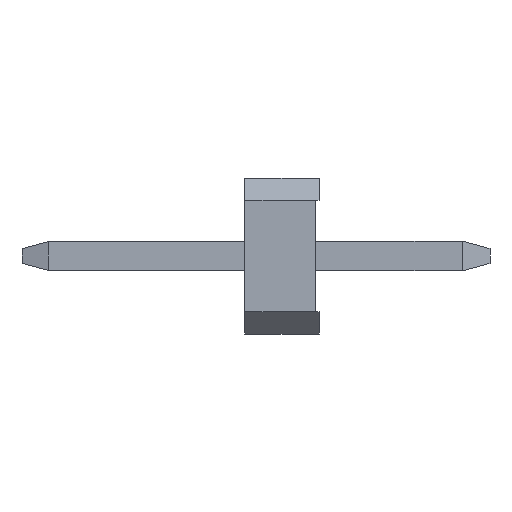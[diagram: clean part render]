
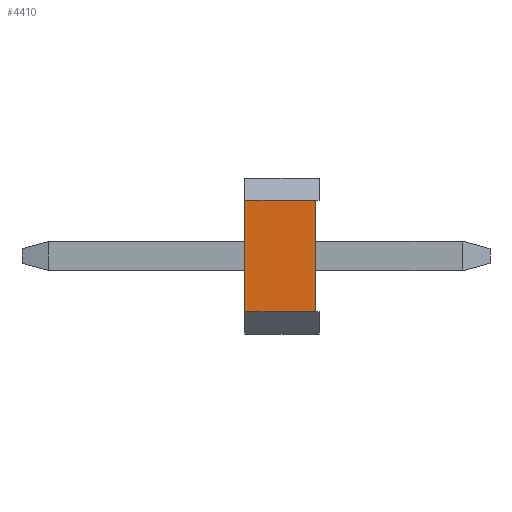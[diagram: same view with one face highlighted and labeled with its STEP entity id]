
A CAD part, left-side view. The second image highlights one B-rep face of the part: STEP entity #4410.
In plain terms, the highlighted planar face has unit normal (-1, 0, 0).
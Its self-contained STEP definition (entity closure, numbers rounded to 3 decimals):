
#2063=DIRECTION('',(0.,-1.,0.));
#2064=VECTOR('',#2063,0.95);
#2065=CARTESIAN_POINT('',(-0.635,0.5,1.8));
#2066=LINE('',#2065,#2064);
#2070=DIRECTION('',(0.,0.,1.));
#2071=VECTOR('',#2070,1.5);
#2072=CARTESIAN_POINT('',(-0.635,-0.45,0.3));
#2073=LINE('',#2072,#2071);
#2077=DIRECTION('',(0.,1.,0.));
#2078=VECTOR('',#2077,0.95);
#2079=CARTESIAN_POINT('',(-0.635,-0.45,0.3));
#2080=LINE('',#2079,#2078);
#2084=DIRECTION('',(0.,0.,1.));
#2085=VECTOR('',#2084,1.5);
#2086=CARTESIAN_POINT('',(-0.635,0.5,0.3));
#2087=LINE('',#2086,#2085);
#2215=CARTESIAN_POINT('',(-0.635,-0.45,1.8));
#2216=VERTEX_POINT('',#2215);
#2217=CARTESIAN_POINT('',(-0.635,0.5,1.8));
#2218=VERTEX_POINT('',#2217);
#2228=CARTESIAN_POINT('',(-0.635,0.5,0.3));
#2230=VERTEX_POINT('',#2228);
#2231=CARTESIAN_POINT('',(-0.635,-0.45,0.3));
#2232=VERTEX_POINT('',#2231);
#4399=CARTESIAN_POINT('',(-0.635,0.5,0.));
#4400=DIRECTION('',(-1.,0.,0.));
#4401=DIRECTION('',(0.,-1.,0.));
#4402=AXIS2_PLACEMENT_3D('',#4399,#4400,#4401);
#4403=PLANE('',#4402);
#4404=ORIENTED_EDGE('',*,*,#4337,.T.);
#4405=ORIENTED_EDGE('',*,*,#2893,.F.);
#4406=ORIENTED_EDGE('',*,*,#4390,.T.);
#4407=ORIENTED_EDGE('',*,*,#2684,.T.);
#4408=EDGE_LOOP('',(#4404,#4405,#4406,#4407));
#4409=FACE_OUTER_BOUND('',#4408,.F.);
#4410=ADVANCED_FACE('',(#4409),#4403,.T.);
#2684=EDGE_CURVE('',#2230,#2218,#2087,.T.);
#2893=EDGE_CURVE('',#2232,#2216,#2073,.T.);
#4337=EDGE_CURVE('',#2218,#2216,#2066,.T.);
#4390=EDGE_CURVE('',#2232,#2230,#2080,.T.);
